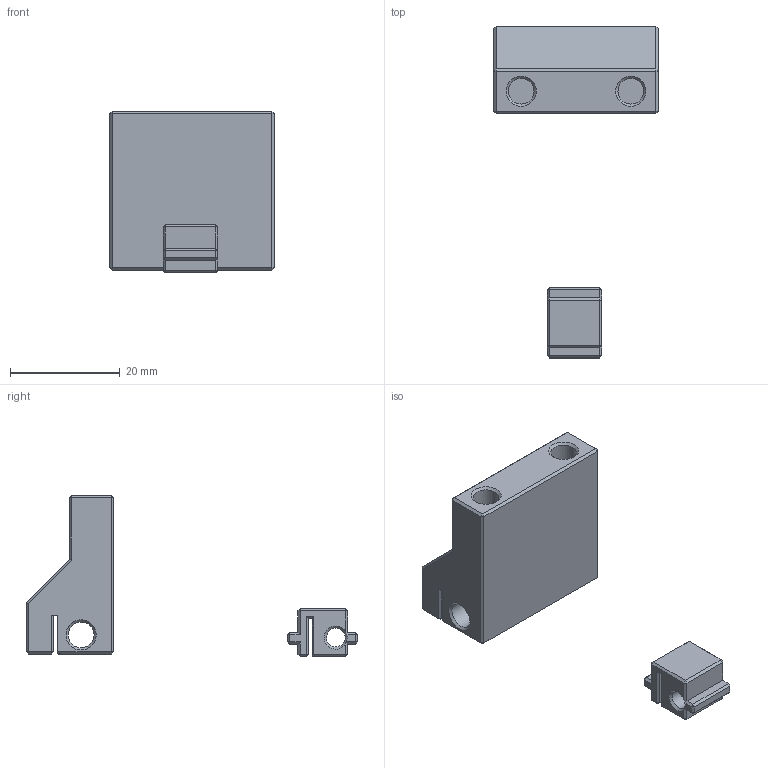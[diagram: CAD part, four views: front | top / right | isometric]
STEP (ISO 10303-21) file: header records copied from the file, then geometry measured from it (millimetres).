
FILE_DESCRIPTION(/* description */ (''),/* implementation_level */ '2;1');
FILE_NAME(/* name */ '热床固定.stp',/* time_stamp */ '2024-09-09T22:18:27+08:00',/* author */ (''),/* organization */ (''),/* preprocessor_version */ 'ST-DEVELOPER v15.2',/* originating_system */ 'Autodesk Translator Framework v2.0.0.5431',/* authorisation */ '');
FILE_SCHEMA (('AUTOMOTIVE_DESIGN { 1 0 10303 214 3 1 1 }'));
Length unit declared in the file: centimetre
Products named in the file (1): 热床固定
Bounding box: 30 x 60.59 x 29.5 mm (x, y, z)
Volume: 8536.5 mm3; surface area: 4826.5 mm2
Topology: 2 solids, 2 shells, 289 faces, 674 edges, 388 vertices
Faces by surface type: plane 180, cone 55, cylinder 54
Full cylindrical faces by diameter (mm): 3.4 x1, 4.7 x3
Entity records: 8125 total; most frequent: CARTESIAN_POINT 1571, DIRECTION 1390, ORIENTED_EDGE 1322, EDGE_CURVE 661, LINE 476, VECTOR 476, AXIS2_PLACEMENT_3D 457, VERTEX_POINT 385
